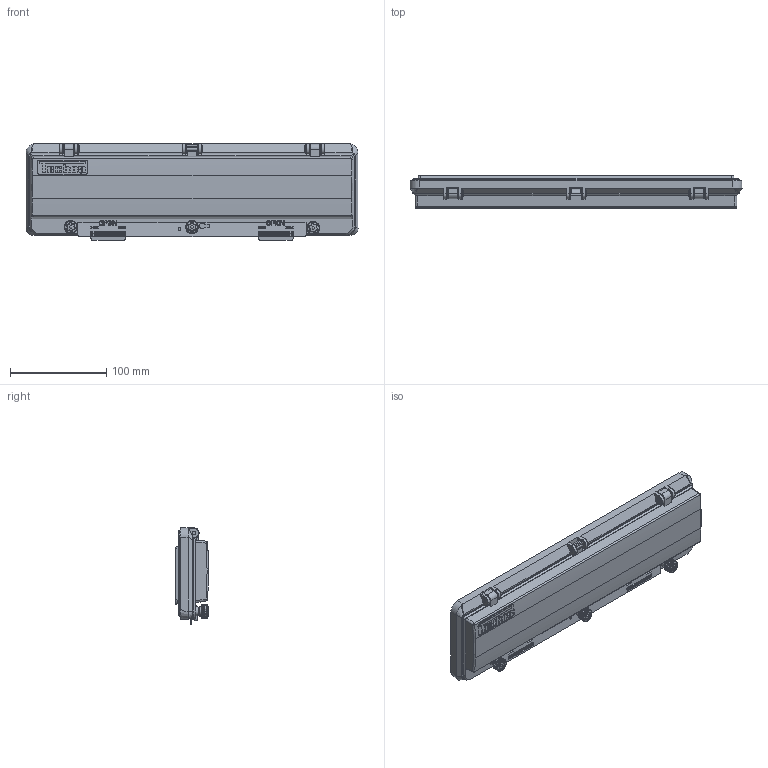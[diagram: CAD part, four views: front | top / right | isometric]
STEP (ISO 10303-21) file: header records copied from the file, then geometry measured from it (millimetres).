
FILE_DESCRIPTION (( 'STEP AP214' ), '1' );
FILE_NAME ('Techna WinTec18.STEP', '2023-01-12T12:59:40', ( '' ), ( '' ), 'SwSTEP 2.0', 'SolidWorks 2023', '' );
FILE_SCHEMA (( 'AUTOMOTIVE_DESIGN' ));
Length unit declared in the file: millimetre
Products named in the file (6): Techna WINtec 18 Window; Techna WINtec 18 Base; Techna WINtec 18 Gasget; Techna WINtec ScrewLock; Techna WinTec18; Techna WINtec Hinge Pin
Assembly tree (9 placements, depth 2):
  Techna WinTec18
    Techna WINtec 18 Base
    Techna WINtec 18 Window
    Techna WINtec 18 Gasget
    Techna WINtec Hinge Pin  x3
    Techna WINtec ScrewLock  x3
Bounding box: 345 x 34 x 100.35 mm (x, y, z)
Volume: 222948 mm3; surface area: 206880.6 mm2
Topology: 9 solids, 9 shells, 3555 faces, 9640 edges, 6171 vertices
Faces by surface type: plane 1897, bspline 624, cylinder 535, cone 499
Entity records: 99556 total; most frequent: CARTESIAN_POINT 31858, ORIENTED_EDGE 15404, DIRECTION 12063, EDGE_CURVE 7702, LINE 5775, VECTOR 5775, VERTEX_POINT 5017, AXIS2_PLACEMENT_3D 3144
